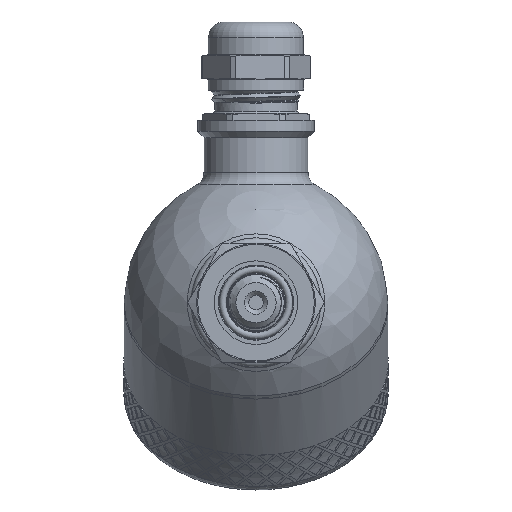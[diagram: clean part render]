
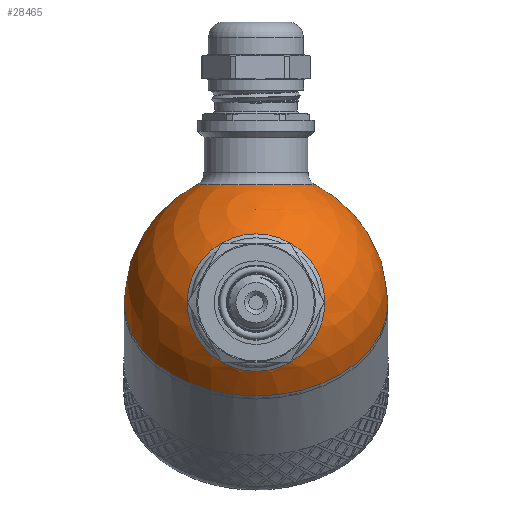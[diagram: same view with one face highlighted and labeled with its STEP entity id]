
A CAD part, left-side view. The second image highlights one B-rep face of the part: STEP entity #28465.
In plain terms, the highlighted spherical face has radius 30 mm.
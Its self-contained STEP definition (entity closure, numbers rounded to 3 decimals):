
#145=SPHERICAL_SURFACE('',#30276,30.);
#283=FACE_BOUND('',#4161,.T.);
#284=FACE_BOUND('',#4162,.T.);
#2332=FACE_OUTER_BOUND('',#4160,.T.);
#4160=EDGE_LOOP('',(#20456,#20457,#20458,#20459));
#4161=EDGE_LOOP('',(#20460));
#4162=EDGE_LOOP('',(#20461));
#5910=CIRCLE('',#30199,30.);
#5911=CIRCLE('',#30200,30.);
#5938=CIRCLE('',#30272,13.5);
#5941=CIRCLE('',#30277,30.);
#5942=CIRCLE('',#30278,15.643);
#11234=VERTEX_POINT('',#39202);
#11235=VERTEX_POINT('',#39204);
#11710=VERTEX_POINT('',#45266);
#11712=VERTEX_POINT('',#45273);
#11713=VERTEX_POINT('',#45275);
#14297=EDGE_CURVE('',#11234,#11235,#5910,.T.);
#14298=EDGE_CURVE('',#11235,#11234,#5911,.T.);
#15013=EDGE_CURVE('',#11710,#11710,#5938,.T.);
#15016=EDGE_CURVE('',#11235,#11712,#5941,.T.);
#15017=EDGE_CURVE('',#11713,#11713,#5942,.T.);
#20456=ORIENTED_EDGE('',*,*,#14298,.F.);
#20457=ORIENTED_EDGE('',*,*,#15016,.T.);
#20458=ORIENTED_EDGE('',*,*,#15016,.F.);
#20459=ORIENTED_EDGE('',*,*,#14297,.F.);
#20460=ORIENTED_EDGE('',*,*,#15017,.F.);
#20461=ORIENTED_EDGE('',*,*,#15013,.F.);
#28465=ADVANCED_FACE('',(#2332,#283,#284),#145,.T.);
#30199=AXIS2_PLACEMENT_3D('',#39205,#31831,#31832);
#30200=AXIS2_PLACEMENT_3D('',#39206,#31833,#31834);
#30272=AXIS2_PLACEMENT_3D('',#45267,#32229,#32230);
#30276=AXIS2_PLACEMENT_3D('',#45272,#32237,#32238);
#30277=AXIS2_PLACEMENT_3D('',#45274,#32239,#32240);
#30278=AXIS2_PLACEMENT_3D('',#45276,#32241,#32242);
#31831=DIRECTION('center_axis',(1.,0.,0.));
#31832=DIRECTION('ref_axis',(0.,1.,0.));
#31833=DIRECTION('center_axis',(1.,0.,0.));
#31834=DIRECTION('ref_axis',(0.,1.,0.));
#32229=DIRECTION('center_axis',(-0.707,0.,-0.707));
#32230=DIRECTION('ref_axis',(-0.707,0.,0.707));
#32237=DIRECTION('center_axis',(1.,0.,0.));
#32238=DIRECTION('ref_axis',(0.,-1.,0.));
#32239=DIRECTION('center_axis',(0.,0.,1.));
#32240=DIRECTION('ref_axis',(0.,1.,0.));
#32241=DIRECTION('center_axis',(-0.707,0.,0.707));
#32242=DIRECTION('ref_axis',(0.707,0.,0.707));
#39202=CARTESIAN_POINT('',(0.,-30.,0.));
#39204=CARTESIAN_POINT('',(0.,30.,0.));
#39205=CARTESIAN_POINT('Origin',(0.,0.,0.));
#39206=CARTESIAN_POINT('Origin',(0.,0.,0.));
#45266=CARTESIAN_POINT('',(-9.398,0.,-28.49));
#45267=CARTESIAN_POINT('Origin',(-18.944,0.,-18.944));
#45272=CARTESIAN_POINT('Origin',(0.,0.,0.));
#45273=CARTESIAN_POINT('',(-30.,0.,0.));
#45274=CARTESIAN_POINT('Origin',(0.,0.,0.));
#45275=CARTESIAN_POINT('',(-29.162,0.,7.04));
#45276=CARTESIAN_POINT('Origin',(-18.101,0.,18.101));
